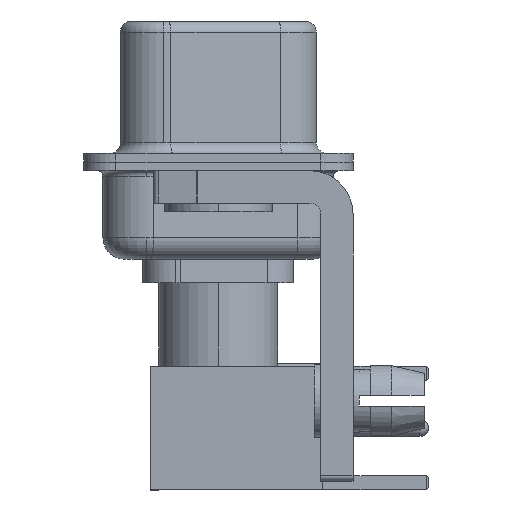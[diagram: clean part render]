
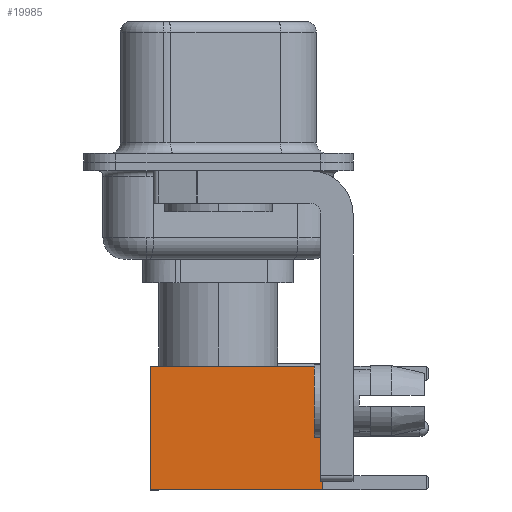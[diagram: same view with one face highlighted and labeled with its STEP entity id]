
A CAD part, left-side view. The second image highlights one B-rep face of the part: STEP entity #19985.
In plain terms, the highlighted face is planar.
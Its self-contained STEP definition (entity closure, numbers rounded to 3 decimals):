
#56 = DIRECTION ( 'NONE',  ( -1., 0., 0. ) ) ;
#778 = DIRECTION ( 'NONE',  ( 0., 1., 0. ) ) ;
#1250 = EDGE_CURVE ( 'NONE', #5151, #9580, #26614, .T. ) ;
#1298 = CARTESIAN_POINT ( 'NONE',  ( 2.875, 2.875, 0. ) ) ;
#1570 = CARTESIAN_POINT ( 'NONE',  ( 2.875, 2.875, 0. ) ) ;
#5151 = VERTEX_POINT ( 'NONE', #17586 ) ;
#5240 = ORIENTED_EDGE ( 'NONE', *, *, #28024, .F. ) ;
#6376 = EDGE_LOOP ( 'NONE', ( #7962, #17229, #24974, #5240 ) ) ;
#7962 = ORIENTED_EDGE ( 'NONE', *, *, #34706, .T. ) ;
#8721 = CARTESIAN_POINT ( 'NONE',  ( -2.875, 2.875, 0. ) ) ;
#9580 = VERTEX_POINT ( 'NONE', #8721 ) ;
#11476 = FACE_OUTER_BOUND ( 'NONE', #6376, .T. ) ;
#13853 = VECTOR ( 'NONE', #23917, 1000. ) ;
#14154 = DIRECTION ( 'NONE',  ( 0., 0., 1. ) ) ;
#15401 = CARTESIAN_POINT ( 'NONE',  ( -2.875, 2.875, 8. ) ) ;
#17229 = ORIENTED_EDGE ( 'NONE', *, *, #1250, .T. ) ;
#17586 = CARTESIAN_POINT ( 'NONE',  ( 2.875, 2.875, 0. ) ) ;
#18374 = VERTEX_POINT ( 'NONE', #15401 ) ;
#19985 = ADVANCED_FACE ( 'NONE', ( #11476 ), #27844, .T. ) ;
#23038 = LINE ( 'NONE', #33929, #29810 ) ;
#23204 = DIRECTION ( 'NONE',  ( 0., 0., -1. ) ) ;
#23561 = CARTESIAN_POINT ( 'NONE',  ( 0., 2.875, 0. ) ) ;
#23917 = DIRECTION ( 'NONE',  ( -1., 0., 0. ) ) ;
#24427 = CARTESIAN_POINT ( 'NONE',  ( 0., 2.875, 8. ) ) ;
#24974 = ORIENTED_EDGE ( 'NONE', *, *, #31877, .F. ) ;
#26614 = LINE ( 'NONE', #23561, #13853 ) ;
#27844 = PLANE ( 'NONE',  #32243 ) ;
#28024 = EDGE_CURVE ( 'NONE', #29051, #18374, #32637, .T. ) ;
#28792 = VECTOR ( 'NONE', #28794, 1000. ) ;
#28794 = DIRECTION ( 'NONE',  ( 0., 0., -1. ) ) ;
#28980 = LINE ( 'NONE', #1570, #28792 ) ;
#29051 = VERTEX_POINT ( 'NONE', #30715 ) ;
#29690 = VECTOR ( 'NONE', #56, 1000. ) ;
#29810 = VECTOR ( 'NONE', #23204, 1000. ) ;
#30715 = CARTESIAN_POINT ( 'NONE',  ( 2.875, 2.875, 8. ) ) ;
#31877 = EDGE_CURVE ( 'NONE', #18374, #9580, #23038, .T. ) ;
#32243 = AXIS2_PLACEMENT_3D ( 'NONE', #1298, #778, #14154 ) ;
#32637 = LINE ( 'NONE', #24427, #29690 ) ;
#33929 = CARTESIAN_POINT ( 'NONE',  ( -2.875, 2.875, 0. ) ) ;
#34706 = EDGE_CURVE ( 'NONE', #29051, #5151, #28980, .T. ) ;
